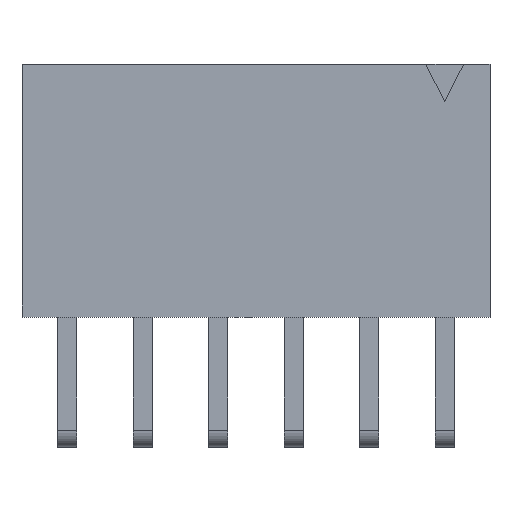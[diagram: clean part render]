
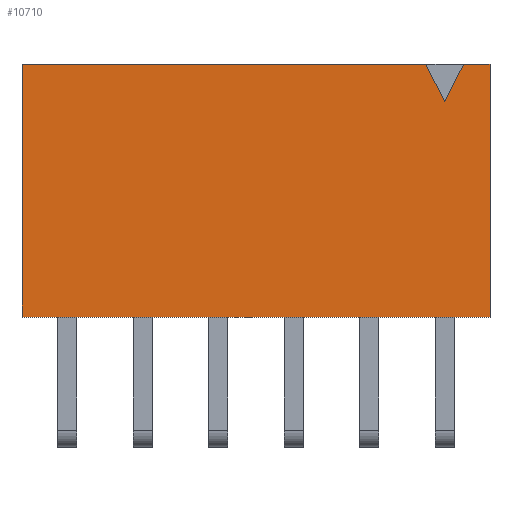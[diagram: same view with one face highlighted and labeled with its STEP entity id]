
A CAD part, top view. The second image highlights one B-rep face of the part: STEP entity #10710.
In plain terms, the highlighted planar face has unit normal (0, 0, 1).
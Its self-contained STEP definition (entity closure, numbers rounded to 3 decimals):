
#10521 = VERTEX_POINT('',#10522);
#10522 = CARTESIAN_POINT('',(-14.225,4.06,4.95));
#10529 = PLANE('',#10530);
#10530 = AXIS2_PLACEMENT_3D('',#10531,#10532,#10533);
#10531 = CARTESIAN_POINT('',(-14.225,4.06,0.));
#10532 = DIRECTION('',(1.,0.,0.));
#10533 = DIRECTION('',(0.,0.,1.));
#10541 = PLANE('',#10542);
#10542 = AXIS2_PLACEMENT_3D('',#10543,#10544,#10545);
#10543 = CARTESIAN_POINT('',(-14.225,4.06,0.));
#10544 = DIRECTION('',(0.,1.,0.));
#10545 = DIRECTION('',(0.,0.,1.));
#10582 = VERTEX_POINT('',#10583);
#10583 = CARTESIAN_POINT('',(-14.225,12.57,4.95));
#10597 = PLANE('',#10598);
#10598 = AXIS2_PLACEMENT_3D('',#10599,#10600,#10601);
#10599 = CARTESIAN_POINT('',(-14.225,12.57,0.));
#10600 = DIRECTION('',(0.,1.,0.));
#10601 = DIRECTION('',(0.,0.,1.));
#10609 = EDGE_CURVE('',#10521,#10582,#10610,.T.);
#10610 = SURFACE_CURVE('',#10611,(#10615,#10622),.PCURVE_S1.);
#10611 = LINE('',#10612,#10613);
#10612 = CARTESIAN_POINT('',(-14.225,4.06,4.95));
#10613 = VECTOR('',#10614,1.);
#10614 = DIRECTION('',(0.,1.,0.));
#10615 = PCURVE('',#10529,#10616);
#10616 = DEFINITIONAL_REPRESENTATION('',(#10617),#10621);
#10617 = LINE('',#10618,#10619);
#10618 = CARTESIAN_POINT('',(4.95,0.));
#10619 = VECTOR('',#10620,1.);
#10620 = DIRECTION('',(0.,-1.));
#10621 = ( GEOMETRIC_REPRESENTATION_CONTEXT(2) 
PARAMETRIC_REPRESENTATION_CONTEXT() REPRESENTATION_CONTEXT('2D SPACE',''
  ) );
#10622 = PCURVE('',#10623,#10628);
#10623 = PLANE('',#10624);
#10624 = AXIS2_PLACEMENT_3D('',#10625,#10626,#10627);
#10625 = CARTESIAN_POINT('',(-14.225,4.06,4.95));
#10626 = DIRECTION('',(0.,0.,1.));
#10627 = DIRECTION('',(1.,0.,0.));
#10628 = DEFINITIONAL_REPRESENTATION('',(#10629),#10633);
#10629 = LINE('',#10630,#10631);
#10630 = CARTESIAN_POINT('',(0.,0.));
#10631 = VECTOR('',#10632,1.);
#10632 = DIRECTION('',(0.,1.));
#10633 = ( GEOMETRIC_REPRESENTATION_CONTEXT(2) 
PARAMETRIC_REPRESENTATION_CONTEXT() REPRESENTATION_CONTEXT('2D SPACE',''
  ) );
#10662 = EDGE_CURVE('',#10521,#10663,#10665,.T.);
#10663 = VERTEX_POINT('',#10664);
#10664 = CARTESIAN_POINT('',(1.525,4.06,4.95));
#10665 = SURFACE_CURVE('',#10666,(#10670,#10677),.PCURVE_S1.);
#10666 = LINE('',#10667,#10668);
#10667 = CARTESIAN_POINT('',(-14.225,4.06,4.95));
#10668 = VECTOR('',#10669,1.);
#10669 = DIRECTION('',(1.,0.,0.));
#10670 = PCURVE('',#10541,#10671);
#10671 = DEFINITIONAL_REPRESENTATION('',(#10672),#10676);
#10672 = LINE('',#10673,#10674);
#10673 = CARTESIAN_POINT('',(4.95,0.));
#10674 = VECTOR('',#10675,1.);
#10675 = DIRECTION('',(0.,1.));
#10676 = ( GEOMETRIC_REPRESENTATION_CONTEXT(2) 
PARAMETRIC_REPRESENTATION_CONTEXT() REPRESENTATION_CONTEXT('2D SPACE',''
  ) );
#10677 = PCURVE('',#10623,#10678);
#10678 = DEFINITIONAL_REPRESENTATION('',(#10679),#10683);
#10679 = LINE('',#10680,#10681);
#10680 = CARTESIAN_POINT('',(0.,0.));
#10681 = VECTOR('',#10682,1.);
#10682 = DIRECTION('',(1.,0.));
#10683 = ( GEOMETRIC_REPRESENTATION_CONTEXT(2) 
PARAMETRIC_REPRESENTATION_CONTEXT() REPRESENTATION_CONTEXT('2D SPACE',''
  ) );
#10699 = PLANE('',#10700);
#10700 = AXIS2_PLACEMENT_3D('',#10701,#10702,#10703);
#10701 = CARTESIAN_POINT('',(1.525,4.06,0.));
#10702 = DIRECTION('',(1.,0.,0.));
#10703 = DIRECTION('',(0.,0.,1.));
#10710 = ADVANCED_FACE('',(#10711),#10623,.T.);
#10711 = FACE_BOUND('',#10712,.T.);
#10712 = EDGE_LOOP('',(#10713,#10736,#10737,#10738,#10761,#10784,#10812)
  );
#10713 = ORIENTED_EDGE('',*,*,#10714,.F.);
#10714 = EDGE_CURVE('',#10582,#10715,#10717,.T.);
#10715 = VERTEX_POINT('',#10716);
#10716 = CARTESIAN_POINT('',(-0.635,12.57,4.95));
#10717 = SURFACE_CURVE('',#10718,(#10722,#10729),.PCURVE_S1.);
#10718 = LINE('',#10719,#10720);
#10719 = CARTESIAN_POINT('',(-14.225,12.57,4.95));
#10720 = VECTOR('',#10721,1.);
#10721 = DIRECTION('',(1.,0.,0.));
#10722 = PCURVE('',#10623,#10723);
#10723 = DEFINITIONAL_REPRESENTATION('',(#10724),#10728);
#10724 = LINE('',#10725,#10726);
#10725 = CARTESIAN_POINT('',(0.,8.51));
#10726 = VECTOR('',#10727,1.);
#10727 = DIRECTION('',(1.,0.));
#10728 = ( GEOMETRIC_REPRESENTATION_CONTEXT(2) 
PARAMETRIC_REPRESENTATION_CONTEXT() REPRESENTATION_CONTEXT('2D SPACE',''
  ) );
#10729 = PCURVE('',#10597,#10730);
#10730 = DEFINITIONAL_REPRESENTATION('',(#10731),#10735);
#10731 = LINE('',#10732,#10733);
#10732 = CARTESIAN_POINT('',(4.95,0.));
#10733 = VECTOR('',#10734,1.);
#10734 = DIRECTION('',(0.,1.));
#10735 = ( GEOMETRIC_REPRESENTATION_CONTEXT(2) 
PARAMETRIC_REPRESENTATION_CONTEXT() REPRESENTATION_CONTEXT('2D SPACE',''
  ) );
#10736 = ORIENTED_EDGE('',*,*,#10609,.F.);
#10737 = ORIENTED_EDGE('',*,*,#10662,.T.);
#10738 = ORIENTED_EDGE('',*,*,#10739,.T.);
#10739 = EDGE_CURVE('',#10663,#10740,#10742,.T.);
#10740 = VERTEX_POINT('',#10741);
#10741 = CARTESIAN_POINT('',(1.525,12.57,4.95));
#10742 = SURFACE_CURVE('',#10743,(#10747,#10754),.PCURVE_S1.);
#10743 = LINE('',#10744,#10745);
#10744 = CARTESIAN_POINT('',(1.525,4.06,4.95));
#10745 = VECTOR('',#10746,1.);
#10746 = DIRECTION('',(0.,1.,0.));
#10747 = PCURVE('',#10623,#10748);
#10748 = DEFINITIONAL_REPRESENTATION('',(#10749),#10753);
#10749 = LINE('',#10750,#10751);
#10750 = CARTESIAN_POINT('',(15.75,0.));
#10751 = VECTOR('',#10752,1.);
#10752 = DIRECTION('',(0.,1.));
#10753 = ( GEOMETRIC_REPRESENTATION_CONTEXT(2) 
PARAMETRIC_REPRESENTATION_CONTEXT() REPRESENTATION_CONTEXT('2D SPACE',''
  ) );
#10754 = PCURVE('',#10699,#10755);
#10755 = DEFINITIONAL_REPRESENTATION('',(#10756),#10760);
#10756 = LINE('',#10757,#10758);
#10757 = CARTESIAN_POINT('',(4.95,0.));
#10758 = VECTOR('',#10759,1.);
#10759 = DIRECTION('',(0.,-1.));
#10760 = ( GEOMETRIC_REPRESENTATION_CONTEXT(2) 
PARAMETRIC_REPRESENTATION_CONTEXT() REPRESENTATION_CONTEXT('2D SPACE',''
  ) );
#10761 = ORIENTED_EDGE('',*,*,#10762,.F.);
#10762 = EDGE_CURVE('',#10763,#10740,#10765,.T.);
#10763 = VERTEX_POINT('',#10764);
#10764 = CARTESIAN_POINT('',(0.635,12.57,4.95));
#10765 = SURFACE_CURVE('',#10766,(#10770,#10777),.PCURVE_S1.);
#10766 = LINE('',#10767,#10768);
#10767 = CARTESIAN_POINT('',(-14.225,12.57,4.95));
#10768 = VECTOR('',#10769,1.);
#10769 = DIRECTION('',(1.,0.,0.));
#10770 = PCURVE('',#10623,#10771);
#10771 = DEFINITIONAL_REPRESENTATION('',(#10772),#10776);
#10772 = LINE('',#10773,#10774);
#10773 = CARTESIAN_POINT('',(0.,8.51));
#10774 = VECTOR('',#10775,1.);
#10775 = DIRECTION('',(1.,0.));
#10776 = ( GEOMETRIC_REPRESENTATION_CONTEXT(2) 
PARAMETRIC_REPRESENTATION_CONTEXT() REPRESENTATION_CONTEXT('2D SPACE',''
  ) );
#10777 = PCURVE('',#10597,#10778);
#10778 = DEFINITIONAL_REPRESENTATION('',(#10779),#10783);
#10779 = LINE('',#10780,#10781);
#10780 = CARTESIAN_POINT('',(4.95,0.));
#10781 = VECTOR('',#10782,1.);
#10782 = DIRECTION('',(0.,1.));
#10783 = ( GEOMETRIC_REPRESENTATION_CONTEXT(2) 
PARAMETRIC_REPRESENTATION_CONTEXT() REPRESENTATION_CONTEXT('2D SPACE',''
  ) );
#10784 = ORIENTED_EDGE('',*,*,#10785,.T.);
#10785 = EDGE_CURVE('',#10763,#10786,#10788,.T.);
#10786 = VERTEX_POINT('',#10787);
#10787 = CARTESIAN_POINT('',(0.,11.3,4.95));
#10788 = SURFACE_CURVE('',#10789,(#10793,#10800),.PCURVE_S1.);
#10789 = LINE('',#10790,#10791);
#10790 = CARTESIAN_POINT('',(0.635,12.57,4.95));
#10791 = VECTOR('',#10792,1.);
#10792 = DIRECTION('',(-0.447,-0.894,0.));
#10793 = PCURVE('',#10623,#10794);
#10794 = DEFINITIONAL_REPRESENTATION('',(#10795),#10799);
#10795 = LINE('',#10796,#10797);
#10796 = CARTESIAN_POINT('',(14.86,8.51));
#10797 = VECTOR('',#10798,1.);
#10798 = DIRECTION('',(-0.447,-0.894));
#10799 = ( GEOMETRIC_REPRESENTATION_CONTEXT(2) 
PARAMETRIC_REPRESENTATION_CONTEXT() REPRESENTATION_CONTEXT('2D SPACE',''
  ) );
#10800 = PCURVE('',#10801,#10806);
#10801 = PLANE('',#10802);
#10802 = AXIS2_PLACEMENT_3D('',#10803,#10804,#10805);
#10803 = CARTESIAN_POINT('',(0.635,12.57,4.95));
#10804 = DIRECTION('',(-0.894,0.447,0.));
#10805 = DIRECTION('',(-0.447,-0.894,0.));
#10806 = DEFINITIONAL_REPRESENTATION('',(#10807),#10811);
#10807 = LINE('',#10808,#10809);
#10808 = CARTESIAN_POINT('',(0.,0.));
#10809 = VECTOR('',#10810,1.);
#10810 = DIRECTION('',(1.,0.));
#10811 = ( GEOMETRIC_REPRESENTATION_CONTEXT(2) 
PARAMETRIC_REPRESENTATION_CONTEXT() REPRESENTATION_CONTEXT('2D SPACE',''
  ) );
#10812 = ORIENTED_EDGE('',*,*,#10813,.F.);
#10813 = EDGE_CURVE('',#10715,#10786,#10814,.T.);
#10814 = SURFACE_CURVE('',#10815,(#10819,#10826),.PCURVE_S1.);
#10815 = LINE('',#10816,#10817);
#10816 = CARTESIAN_POINT('',(-0.635,12.57,4.95));
#10817 = VECTOR('',#10818,1.);
#10818 = DIRECTION('',(0.447,-0.894,0.));
#10819 = PCURVE('',#10623,#10820);
#10820 = DEFINITIONAL_REPRESENTATION('',(#10821),#10825);
#10821 = LINE('',#10822,#10823);
#10822 = CARTESIAN_POINT('',(13.59,8.51));
#10823 = VECTOR('',#10824,1.);
#10824 = DIRECTION('',(0.447,-0.894));
#10825 = ( GEOMETRIC_REPRESENTATION_CONTEXT(2) 
PARAMETRIC_REPRESENTATION_CONTEXT() REPRESENTATION_CONTEXT('2D SPACE',''
  ) );
#10826 = PCURVE('',#10827,#10832);
#10827 = PLANE('',#10828);
#10828 = AXIS2_PLACEMENT_3D('',#10829,#10830,#10831);
#10829 = CARTESIAN_POINT('',(-0.635,12.57,4.95));
#10830 = DIRECTION('',(-0.894,-0.447,0.));
#10831 = DIRECTION('',(0.447,-0.894,0.));
#10832 = DEFINITIONAL_REPRESENTATION('',(#10833),#10837);
#10833 = LINE('',#10834,#10835);
#10834 = CARTESIAN_POINT('',(0.,0.));
#10835 = VECTOR('',#10836,1.);
#10836 = DIRECTION('',(1.,0.));
#10837 = ( GEOMETRIC_REPRESENTATION_CONTEXT(2) 
PARAMETRIC_REPRESENTATION_CONTEXT() REPRESENTATION_CONTEXT('2D SPACE',''
  ) );
